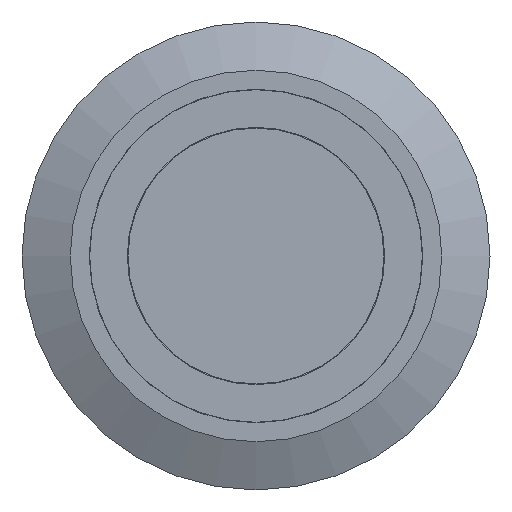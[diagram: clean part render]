
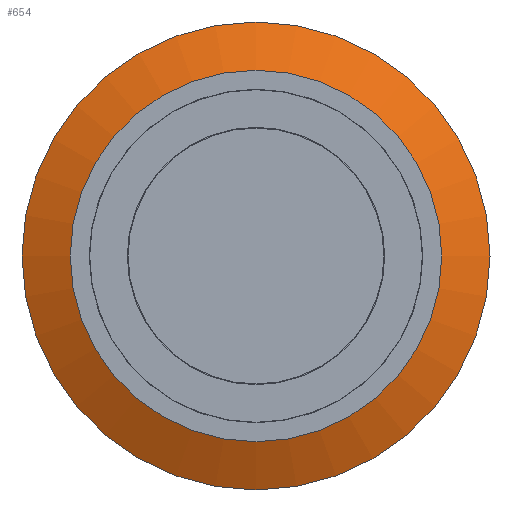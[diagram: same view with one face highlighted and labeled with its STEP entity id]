
A CAD part, left-side view. The second image highlights one B-rep face of the part: STEP entity #654.
In plain terms, the highlighted conical face has half-angle 65.556 degrees and reference radius 25.4 mm.
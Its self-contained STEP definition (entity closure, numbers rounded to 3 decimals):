
#552=CARTESIAN_POINT('',(-0.5,0.0,16.));
#553=VERTEX_POINT('',#552);
#554=CARTESIAN_POINT('',(-0.5,0.0,0.0));
#555=DIRECTION('',(1.0,0.0,0.0));
#556=DIRECTION('',(0.0,-1.0,0.0));
#557=AXIS2_PLACEMENT_3D('',#554,#555,#556);
#558=CIRCLE('',#557,16.);
#559=EDGE_CURVE('',#553,#553,#558,.T.);
#628=CARTESIAN_POINT('',(-2.,0.0,12.7));
#629=VERTEX_POINT('',#628);
#630=CARTESIAN_POINT('',(-2.,0.0,0.0));
#631=DIRECTION('',(-1.0,0.0,0.0));
#632=DIRECTION('',(0.0,0.0,1.0));
#633=AXIS2_PLACEMENT_3D('',#630,#631,#632);
#634=CIRCLE('',#633,12.7);
#635=EDGE_CURVE('',#629,#629,#634,.T.);
#643=CARTESIAN_POINT('',(3.773,0.0,0.0));
#644=DIRECTION('',(1.0,0.0,0.0));
#645=DIRECTION('',(0.0,0.0,1.0));
#646=AXIS2_PLACEMENT_3D('',#643,#644,#645);
#647=CONICAL_SURFACE('',#646,25.4,65.556);
#648=ORIENTED_EDGE('',*,*,#559,.F.);
#649=EDGE_LOOP('',(#648));
#650=FACE_OUTER_BOUND('',#649,.T.);
#651=ORIENTED_EDGE('',*,*,#635,.F.);
#652=EDGE_LOOP('',(#651));
#653=FACE_BOUND('',#652,.T.);
#654=ADVANCED_FACE('',(#650,#653),#647,.T.);
